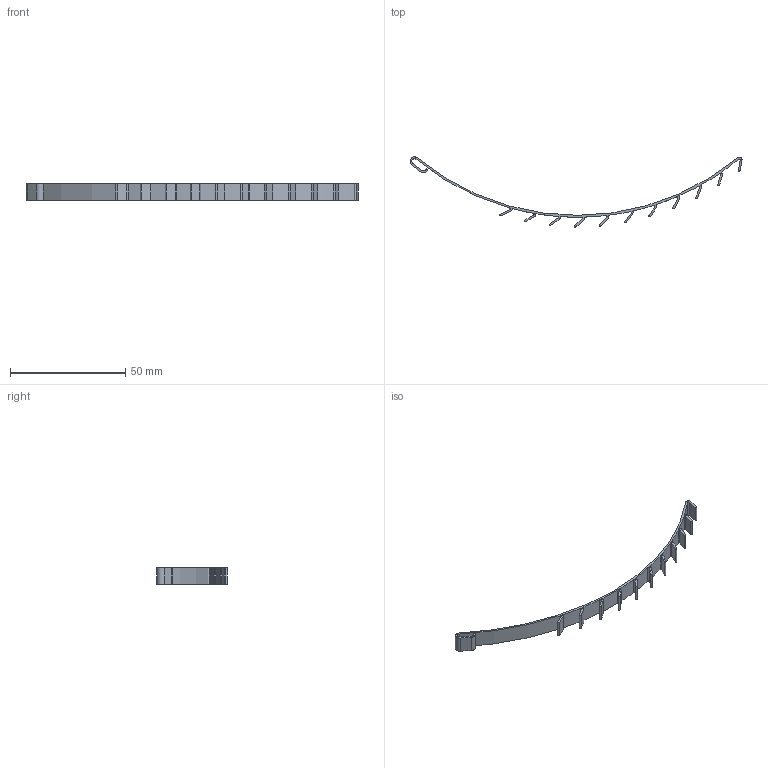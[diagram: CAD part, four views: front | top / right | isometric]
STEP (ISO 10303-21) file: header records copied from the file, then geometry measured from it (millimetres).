
FILE_DESCRIPTION(/* description */ (''),/* implementation_level */ '2;1');
FILE_NAME(/* name */ 'CC_Mask-Strap08.stp',/* time_stamp */ '2020-05-08T11:06:04+02:00',/* author */ ('creatorscollective'),/* organization */ (''),/* preprocessor_version */ 'ST-DEVELOPER v18',/* originating_system */ 'Autodesk Inventor 2020',/* authorisation */ '');
FILE_SCHEMA (('AUTOMOTIVE_DESIGN { 1 0 10303 214 3 1 1 }'));
Length unit declared in the file: millimetre
Products named in the file (1): CC_Mask-Strap
Bounding box: 144.05 x 30.54 x 7 mm (x, y, z)
Volume: 1289.1 mm3; surface area: 3576.9 mm2
Topology: 1 solids, 1 shells, 76 faces, 222 edges, 148 vertices
Faces by surface type: cylinder 52, plane 24
Entity records: 2611 total; most frequent: DIRECTION 480, CARTESIAN_POINT 447, ORIENTED_EDGE 444, EDGE_CURVE 222, AXIS2_PLACEMENT_3D 181, VERTEX_POINT 148, LINE 118, VECTOR 118
